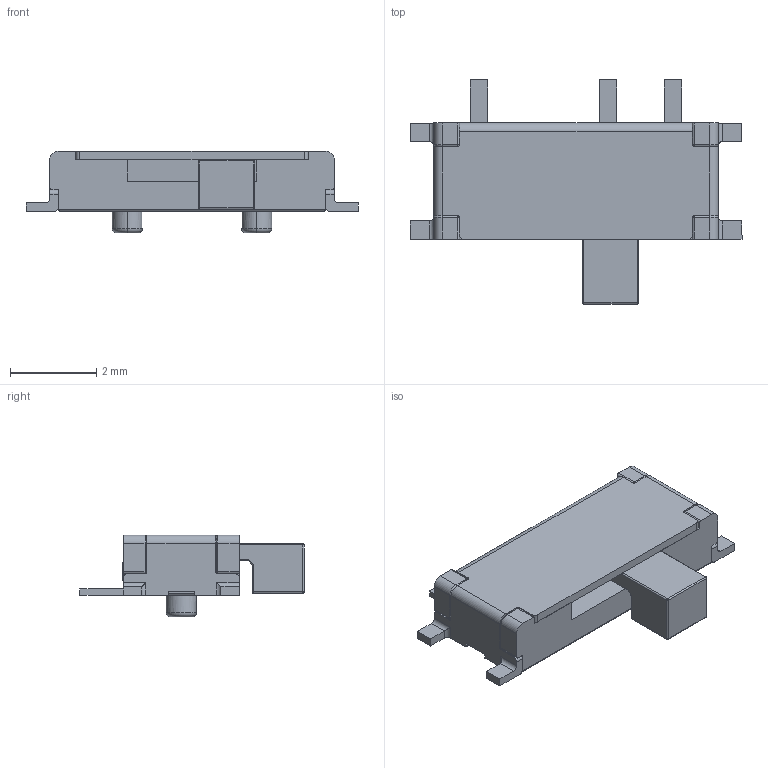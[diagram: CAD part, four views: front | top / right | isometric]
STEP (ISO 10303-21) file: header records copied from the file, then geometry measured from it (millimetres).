
FILE_DESCRIPTION (( 'STEP AP214' ), '1' );
FILE_NAME ('SW-SMD_MK-12C02-G025.step', '2022-08-15T01:57:40', ( '' ), ( '' ), 'SwSTEP 2.0', 'SolidWorks 2020', '' );
FILE_SCHEMA (( 'AUTOMOTIVE_DESIGN' ));
Length unit declared in the file: millimetre
Products named in the file (3): SW-SMD_MK-12C02-G025; 褲极; 翋极
Assembly tree (2 placements, depth 2):
  SW-SMD_MK-12C02-G025
    翋极
    褲极
Bounding box: 7.7 x 5.2 x 1.9 mm (x, y, z)
Volume: 26.6 mm3; surface area: 131.2 mm2
Topology: 6 solids, 6 shells, 501 faces, 1331 edges, 856 vertices
Faces by surface type: plane 280, bspline 102, cylinder 99, torus 16, sphere 4
Entity records: 19154 total; most frequent: CARTESIAN_POINT 4161, ORIENTED_EDGE 2646, DIRECTION 2075, EDGE_CURVE 1323, VECTOR 911, LINE 911, VERTEX_POINT 856, AXIS2_PLACEMENT_3D 582
